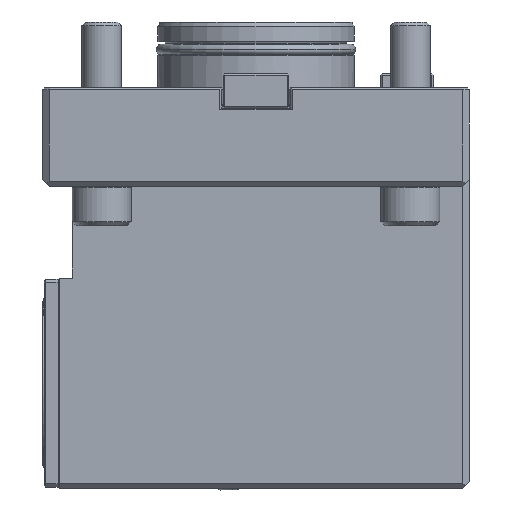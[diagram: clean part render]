
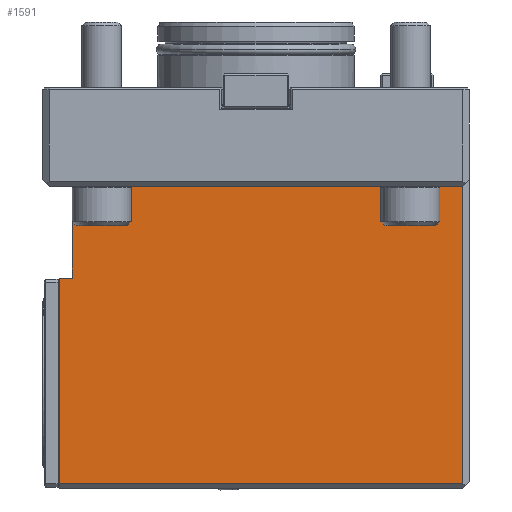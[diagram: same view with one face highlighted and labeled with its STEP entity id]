
A CAD part, front view. The second image highlights one B-rep face of the part: STEP entity #1591.
In plain terms, the highlighted planar face has unit normal (0, -1, 0).
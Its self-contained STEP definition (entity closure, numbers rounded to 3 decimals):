
#146=LINE('',#8278,#742);
#227=LINE('',#8510,#823);
#329=LINE('',#8834,#925);
#330=LINE('',#8836,#926);
#331=LINE('',#8837,#927);
#332=LINE('',#8839,#928);
#742=VECTOR('',#6433,1.);
#823=VECTOR('',#6628,1.);
#925=VECTOR('',#6890,1.);
#926=VECTOR('',#6891,1.);
#927=VECTOR('',#6892,1.);
#928=VECTOR('',#6893,1.);
#1591=ADVANCED_FACE('',(#2179),#1899,.F.);
#1899=PLANE('',#5953);
#2179=FACE_OUTER_BOUND('',#2490,.T.);
#2490=EDGE_LOOP('',(#3308,#3309,#3310,#3311,#3312,#3313));
#3308=ORIENTED_EDGE('',*,*,#5159,.T.);
#3309=ORIENTED_EDGE('',*,*,#4909,.T.);
#3310=ORIENTED_EDGE('',*,*,#5160,.T.);
#3311=ORIENTED_EDGE('',*,*,#5019,.T.);
#3312=ORIENTED_EDGE('',*,*,#5161,.T.);
#3313=ORIENTED_EDGE('',*,*,#5162,.T.);
#4410=VERTEX_POINT('',#8277);
#4411=VERTEX_POINT('',#8279);
#4488=VERTEX_POINT('',#8509);
#4489=VERTEX_POINT('',#8511);
#4559=VERTEX_POINT('',#8835);
#4560=VERTEX_POINT('',#8838);
#4909=EDGE_CURVE('',#4411,#4410,#146,.T.);
#5019=EDGE_CURVE('',#4489,#4488,#227,.T.);
#5159=EDGE_CURVE('',#4559,#4411,#329,.T.);
#5160=EDGE_CURVE('',#4410,#4489,#330,.T.);
#5161=EDGE_CURVE('',#4488,#4560,#331,.T.);
#5162=EDGE_CURVE('',#4560,#4559,#332,.T.);
#5953=AXIS2_PLACEMENT_3D('',#8840,#6894,#6895);
#6433=DIRECTION('',(0.,0.,1.));
#6628=DIRECTION('',(0.,0.,-1.));
#6890=DIRECTION('',(1.,0.,0.));
#6891=DIRECTION('',(-1.,0.,0.));
#6892=DIRECTION('',(-1.,0.,0.));
#6893=DIRECTION('',(0.,0.,-1.));
#6894=DIRECTION('',(0.,1.,0.));
#6895=DIRECTION('',(0.,0.,-1.));
#8277=CARTESIAN_POINT('',(63.,-32.,-30.));
#8278=CARTESIAN_POINT('',(63.,-32.,-30.));
#8279=CARTESIAN_POINT('',(63.,-32.,-120.5));
#8509=CARTESIAN_POINT('',(-56.,-32.,-58.));
#8510=CARTESIAN_POINT('',(-56.,-32.,-30.));
#8511=CARTESIAN_POINT('',(-56.,-32.,-30.));
#8834=CARTESIAN_POINT('',(65.,-32.,-120.5));
#8835=CARTESIAN_POINT('',(-60.,-32.,-120.5));
#8836=CARTESIAN_POINT('',(143.442,-32.,-30.));
#8837=CARTESIAN_POINT('',(143.442,-32.,-58.));
#8838=CARTESIAN_POINT('',(-60.,-32.,-58.));
#8839=CARTESIAN_POINT('',(-60.,-32.,-30.));
#8840=CARTESIAN_POINT('',(143.442,-32.,-30.));
